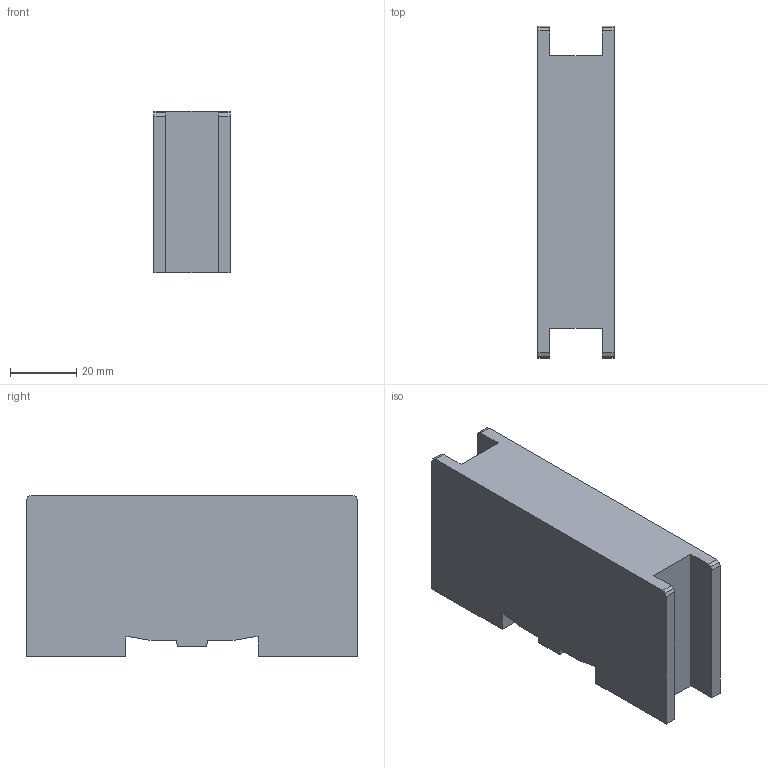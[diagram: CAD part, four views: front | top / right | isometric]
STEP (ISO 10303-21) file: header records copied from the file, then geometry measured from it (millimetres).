
FILE_DESCRIPTION((''),'2;1');
FILE_NAME('3d_GAX42080A.stp','2012-10-03T11:00:28',(''),(''),'Mechanical Desktop 2011','Mechanical Desktop 2011',', , ');
FILE_SCHEMA(('CONFIG_CONTROL_DESIGN'));
Length unit declared in the file: millimetre
Products named in the file (1): Product
Bounding box: 23 x 100 x 48.6 mm (x, y, z)
Volume: 93802.9 mm3; surface area: 17691.7 mm2
Topology: 1 solids, 1 shells, 35 faces, 839 edges, 1540 vertices
Faces by surface type: plane 35
Entity records: 5645 total; most frequent: CARTESIAN_POINT 1675, DIRECTION 917, VECTOR 833, LINE 833, TRIMMED_CURVE 734, ORIENTED_EDGE 198, EDGE_CURVE 99, VERTEX_POINT 66
